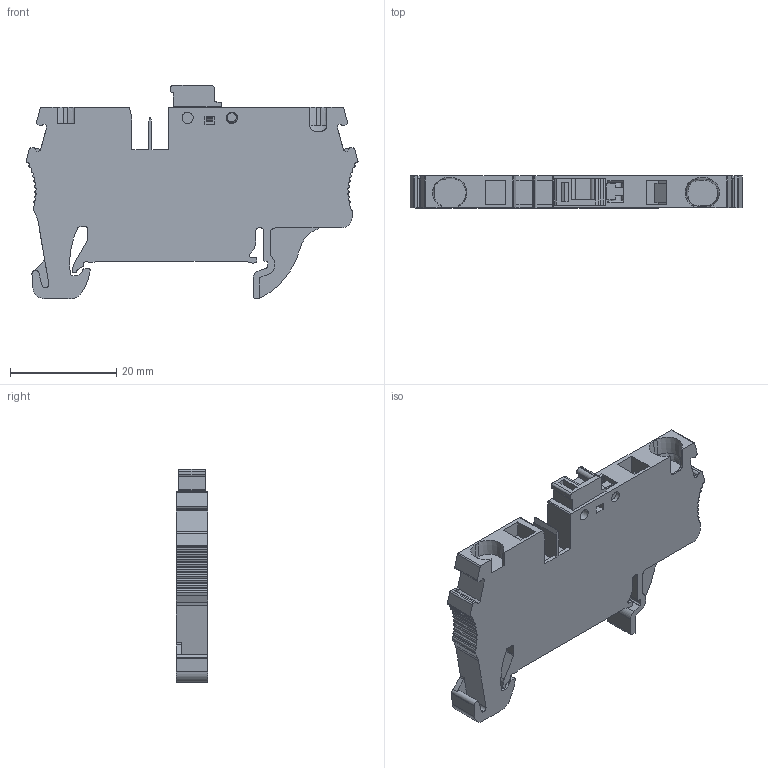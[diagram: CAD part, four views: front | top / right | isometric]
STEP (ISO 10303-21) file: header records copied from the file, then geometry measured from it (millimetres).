
FILE_DESCRIPTION(/* description */ ('Unknown'),/* implementation_level */ '2;1');
FILE_NAME(/* name */ 'SQK4-S-Grery',/* time_stamp */ '2023-02-06T16:23:45+06:00',/* author */ ('Unknown'),/* organization */ ('Unknown'),/* preprocessor_version */ 'ST-DEVELOPER v16.7',/* originating_system */ 'Solid Edge',/* authorisation */ 'Unknown');
FILE_SCHEMA (('AUTOMOTIVE_DESIGN {1 0 10303 214 3 1 1}'));
Length unit declared in the file: millimetre
Products named in the file (1): SQK4-S-Grery
Bounding box: 62.44 x 6 x 40.1 mm (x, y, z)
Volume: 9302.6 mm3; surface area: 5760 mm2
Topology: 1 solids, 1 shells, 395 faces, 1189 edges, 790 vertices
Faces by surface type: plane 219, cylinder 168, cone 6, bspline 2
Full cylindrical faces by diameter (mm): 2 x1, 2.1 x4
Entity records: 16370 total; most frequent: CARTESIAN_POINT 2631, ORIENTED_EDGE 2342, DIRECTION 2310, EDGE_CURVE 1171, LINE 786, VECTOR 786, VERTEX_POINT 781, AXIS2_PLACEMENT_3D 762
